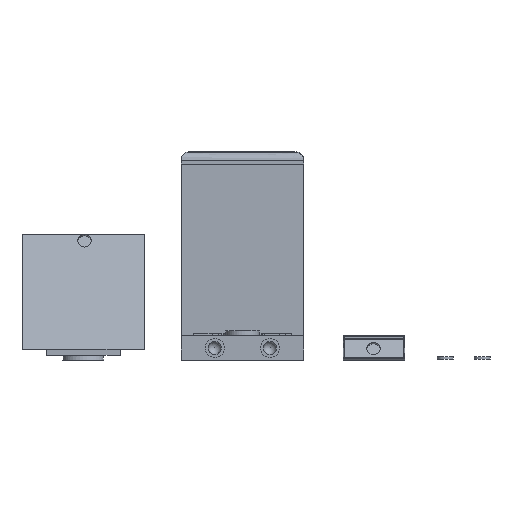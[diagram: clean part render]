
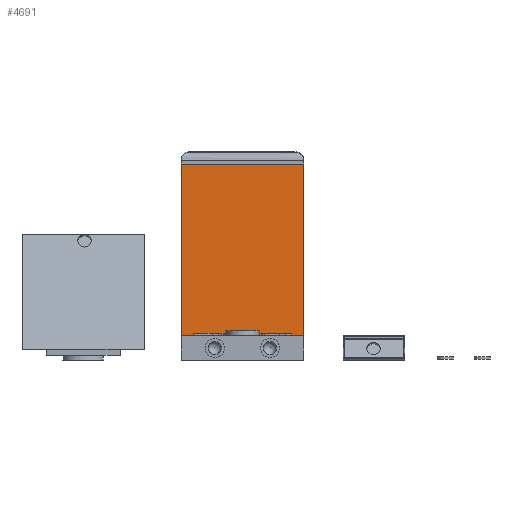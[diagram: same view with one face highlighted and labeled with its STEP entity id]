
A CAD part, left-side view. The second image highlights one B-rep face of the part: STEP entity #4691.
In plain terms, the highlighted face is planar.
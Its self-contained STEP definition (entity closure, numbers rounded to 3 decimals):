
#99=PLANE('',#4997);
#289=LINE('',#8382,#716);
#292=LINE('',#9071,#719);
#295=LINE('',#9079,#722);
#296=LINE('',#9080,#723);
#716=VECTOR('',#5297,10.);
#719=VECTOR('',#5310,10.);
#722=VECTOR('',#5317,10.);
#723=VECTOR('',#5318,10.);
#1257=FACE_OUTER_BOUND('',#1555,.T.);
#1555=EDGE_LOOP('',(#3342,#3343,#3344,#3345));
#2091=VERTEX_POINT('',#8379);
#2092=VERTEX_POINT('',#8381);
#2104=VERTEX_POINT('',#9070);
#2107=VERTEX_POINT('',#9078);
#2560=EDGE_CURVE('',#2091,#2092,#289,.T.);
#2584=EDGE_CURVE('',#2104,#2091,#292,.T.);
#2588=EDGE_CURVE('',#2107,#2104,#295,.T.);
#2589=EDGE_CURVE('',#2092,#2107,#296,.T.);
#3342=ORIENTED_EDGE('',*,*,#2560,.F.);
#3343=ORIENTED_EDGE('',*,*,#2584,.F.);
#3344=ORIENTED_EDGE('',*,*,#2588,.F.);
#3345=ORIENTED_EDGE('',*,*,#2589,.F.);
#4691=ADVANCED_FACE('',(#1257),#99,.T.);
#4997=AXIS2_PLACEMENT_3D('',#9077,#5315,#5316);
#5297=DIRECTION('',(0.,0.,1.));
#5310=DIRECTION('',(-1.,0.,0.));
#5315=DIRECTION('center_axis',(0.,-1.,0.));
#5316=DIRECTION('ref_axis',(0.,0.,-1.));
#5317=DIRECTION('',(0.,0.,-1.));
#5318=DIRECTION('',(1.,0.,0.));
#8379=CARTESIAN_POINT('',(0.,80.,20.));
#8381=CARTESIAN_POINT('',(0.,80.,160.));
#8382=CARTESIAN_POINT('',(0.,80.,20.));
#9070=CARTESIAN_POINT('',(100.,80.,20.));
#9071=CARTESIAN_POINT('',(25.,80.,20.));
#9077=CARTESIAN_POINT('Origin',(0.,80.,160.));
#9078=CARTESIAN_POINT('',(100.,80.,160.));
#9079=CARTESIAN_POINT('',(100.,80.,20.));
#9080=CARTESIAN_POINT('',(0.,80.,160.));
